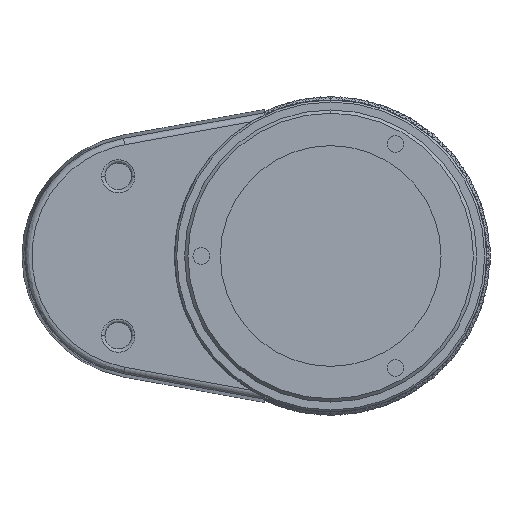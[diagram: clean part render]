
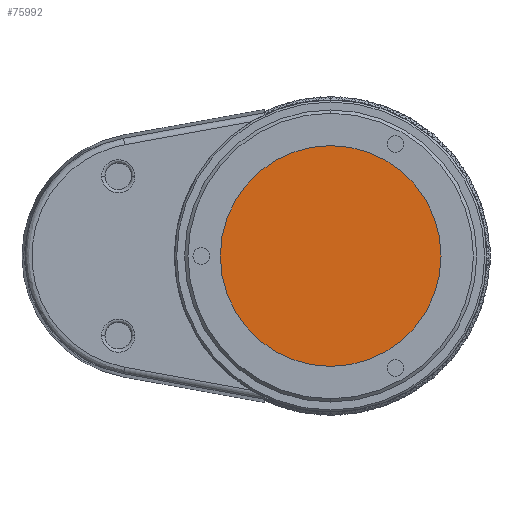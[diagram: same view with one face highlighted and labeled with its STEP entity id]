
A CAD part, left-side view. The second image highlights one B-rep face of the part: STEP entity #75992.
In plain terms, the highlighted planar face has unit normal (-1, 0, 0).
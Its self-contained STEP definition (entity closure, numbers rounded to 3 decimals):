
#2774 = FACE_OUTER_BOUND ( 'NONE', #53837, .T. ) ;
#6513 = CARTESIAN_POINT ( 'NONE',  ( 4.456, 0., 0. ) ) ;
#10797 = VERTEX_POINT ( 'NONE', #20610 ) ;
#10841 = DIRECTION ( 'NONE',  ( 0., 0., 1. ) ) ;
#18432 = AXIS2_PLACEMENT_3D ( 'NONE', #75675, #33425, #10841 ) ;
#20610 = CARTESIAN_POINT ( 'NONE',  ( 4.456, 0., -16.625 ) ) ;
#33425 = DIRECTION ( 'NONE',  ( -1., 0., 0. ) ) ;
#36275 = CIRCLE ( 'NONE', #58047, 16.625 ) ;
#43168 = CARTESIAN_POINT ( 'NONE',  ( 4.456, 0., 16.625 ) ) ;
#46435 = VERTEX_POINT ( 'NONE', #43168 ) ;
#53837 = EDGE_LOOP ( 'NONE', ( #113451, #84930 ) ) ;
#56942 = DIRECTION ( 'NONE',  ( 0., 0., 1. ) ) ;
#58047 = AXIS2_PLACEMENT_3D ( 'NONE', #123610, #67931, #56942 ) ;
#67931 = DIRECTION ( 'NONE',  ( -1., 0., 0. ) ) ;
#74754 = CIRCLE ( 'NONE', #111265, 16.625 ) ;
#75593 = EDGE_CURVE ( 'Defeature ausgef�hrt1_2358+Defeature ausgef�hrt1_2359+Defeature ausgef�hrt1_2359+Defeature ausgef�hrt1_2359', #10797, #46435, #36275, .T. ) ;
#75675 = CARTESIAN_POINT ( 'NONE',  ( 4.456, 0., 0. ) ) ;
#75992 = ADVANCED_FACE ( 'Defeature ausgef�hrt1_2358', ( #2774 ), #87159, .T. ) ;
#84930 = ORIENTED_EDGE ( 'NONE', *, *, #75593, .T. ) ;
#87159 = PLANE ( 'NONE',  #18432 ) ;
#104654 = EDGE_CURVE ( 'Defeature ausgef�hrt1_2358+Defeature ausgef�hrt1_2359+Defeature ausgef�hrt1_2359+Defeature ausgef�hrt1_2359', #46435, #10797, #74754, .T. ) ;
#111265 = AXIS2_PLACEMENT_3D ( 'NONE', #6513, #139491, #128400 ) ;
#113451 = ORIENTED_EDGE ( 'NONE', *, *, #104654, .T. ) ;
#123610 = CARTESIAN_POINT ( 'NONE',  ( 4.456, 0., 0. ) ) ;
#128400 = DIRECTION ( 'NONE',  ( 0., 0., 1. ) ) ;
#139491 = DIRECTION ( 'NONE',  ( -1., 0., 0. ) ) ;
